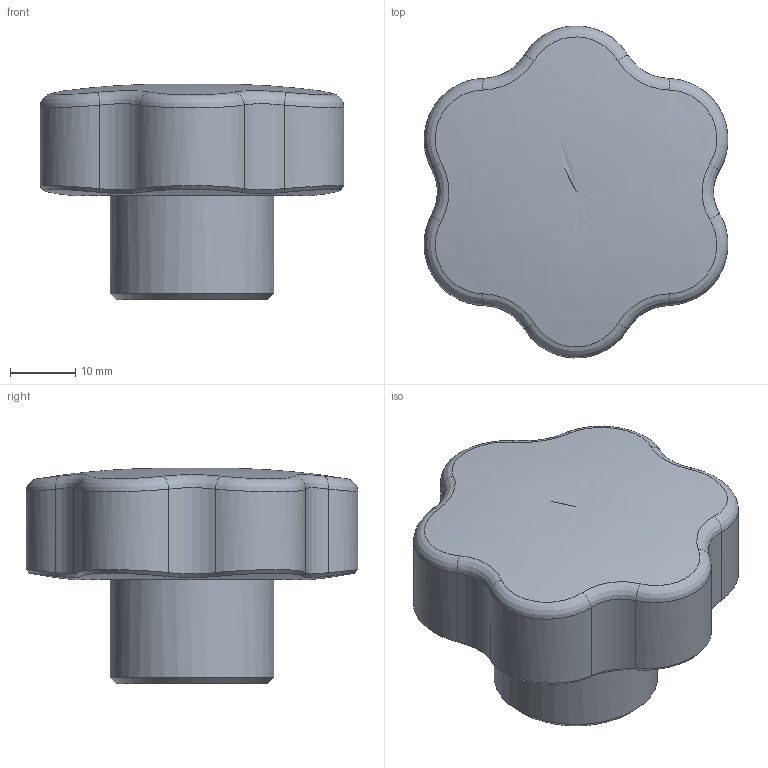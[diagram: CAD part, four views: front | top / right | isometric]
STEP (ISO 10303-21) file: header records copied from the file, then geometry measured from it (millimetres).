
FILE_DESCRIPTION( ( 'Unknown' ), '1' );
FILE_NAME( '6113060_VB50.stp', 'Unknown', ( 'Unknown' ), ( 'Unknown' ), 'XStep 1.0', 'Unknown', ' ' );
FILE_SCHEMA( ( 'CONFIG_CONTROL_DESIGN' ) );
Length unit declared in the file: millimetre
Products named in the file (3): Assem1; VB_50_ø14; 1801017
Bounding box: 46.4 x 50.69 x 32.96 mm (x, y, z)
Volume: 58280.8 mm3; surface area: 24451.4 mm2
Topology: 4 solids, 4 shells, 312 faces, 760 edges, 452 vertices
Faces by surface type: bspline 116, cylinder 108, plane 52, torus 26, cone 6, sphere 4
Full cylindrical faces by diameter (mm): 10.2 x2, 14 x4, 25 x2
Entity records: 9363 total; most frequent: CARTESIAN_POINT 6092, ORIENTED_EDGE 720, DIRECTION 546, EDGE_CURVE 360, AXIS2_PLACEMENT_3D 221, VERTEX_POINT 220, EDGE_LOOP 166, FACE_OUTER_BOUND 162
